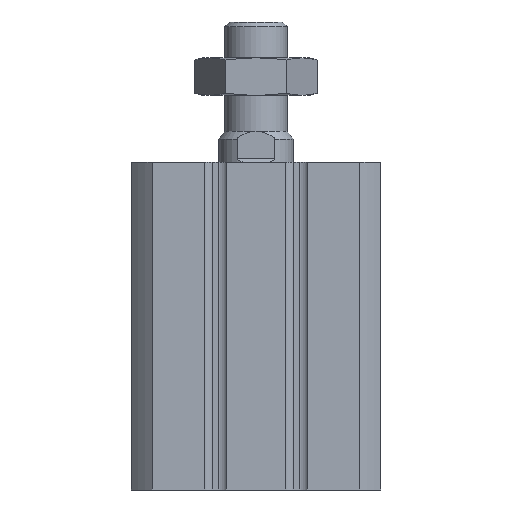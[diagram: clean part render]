
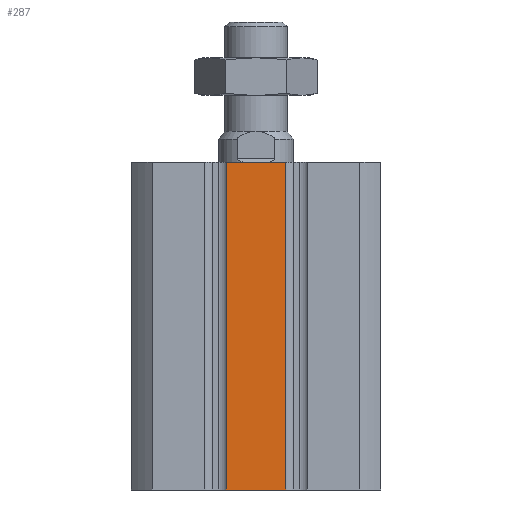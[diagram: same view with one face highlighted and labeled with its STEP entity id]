
A CAD part, left-side view. The second image highlights one B-rep face of the part: STEP entity #287.
In plain terms, the highlighted planar face has unit normal (-1, 0, 0).
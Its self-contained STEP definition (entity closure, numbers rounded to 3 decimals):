
#287 = ADVANCED_FACE( '', ( #646 ), #647, .F. );
#646 = FACE_OUTER_BOUND( '', #1138, .T. );
#647 = PLANE( '', #1139 );
#1138 = EDGE_LOOP( '', ( #2021, #2022, #2023, #2024 ) );
#1139 = AXIS2_PLACEMENT_3D( '', #2025, #2026, #2027 );
#2021 = ORIENTED_EDGE( '', *, *, #2996, .T. );
#2022 = ORIENTED_EDGE( '', *, *, #3152, .F. );
#2023 = ORIENTED_EDGE( '', *, *, #2908, .F. );
#2024 = ORIENTED_EDGE( '', *, *, #3081, .T. );
#2025 = CARTESIAN_POINT( '', ( -20., 4.8, 52.5 ) );
#2026 = DIRECTION( '', ( 1., 0., 0. ) );
#2027 = DIRECTION( '', ( 0., 0., -1. ) );
#2908 = EDGE_CURVE( '', #3376, #3377, #3378, .T. );
#2996 = EDGE_CURVE( '', #3551, #3552, #3553, .T. );
#3081 = EDGE_CURVE( '', #3376, #3551, #3720, .T. );
#3152 = EDGE_CURVE( '', #3377, #3552, #3847, .T. );
#3376 = VERTEX_POINT( '', #4128 );
#3377 = VERTEX_POINT( '', #4129 );
#3378 = LINE( '', #4130, #4131 );
#3551 = VERTEX_POINT( '', #4370 );
#3552 = VERTEX_POINT( '', #4371 );
#3553 = LINE( '', #4372, #4373 );
#3720 = LINE( '', #4606, #4607 );
#3847 = LINE( '', #4748, #4749 );
#4128 = CARTESIAN_POINT( '', ( -20., 4.8, 52.5 ) );
#4129 = CARTESIAN_POINT( '', ( -20., -4.8, 52.5 ) );
#4130 = CARTESIAN_POINT( '', ( -20., 4.8, 52.5 ) );
#4131 = VECTOR( '', #5271, 1000. );
#4370 = CARTESIAN_POINT( '', ( -20., 4.8, 0. ) );
#4371 = CARTESIAN_POINT( '', ( -20., -4.8, 0. ) );
#4372 = CARTESIAN_POINT( '', ( -20., 4.8, 0. ) );
#4373 = VECTOR( '', #5401, 1000. );
#4606 = CARTESIAN_POINT( '', ( -20., 4.8, 52.5 ) );
#4607 = VECTOR( '', #5522, 1000. );
#4748 = CARTESIAN_POINT( '', ( -20., -4.8, 52.5 ) );
#4749 = VECTOR( '', #5699, 1000. );
#5271 = DIRECTION( '', ( 0., -1., 0. ) );
#5401 = DIRECTION( '', ( 0., -1., 0. ) );
#5522 = DIRECTION( '', ( 0., 0., -1. ) );
#5699 = DIRECTION( '', ( 0., 0., -1. ) );
